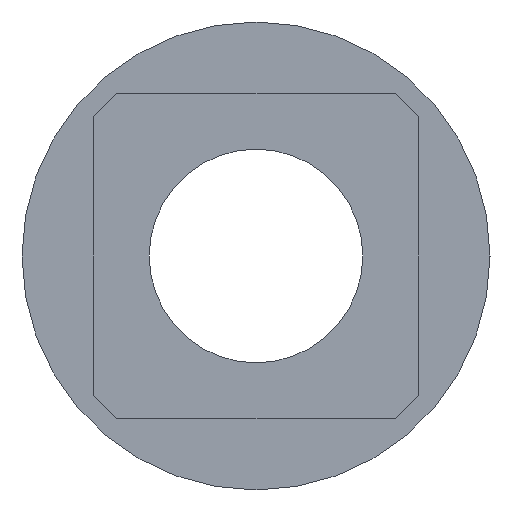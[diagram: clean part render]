
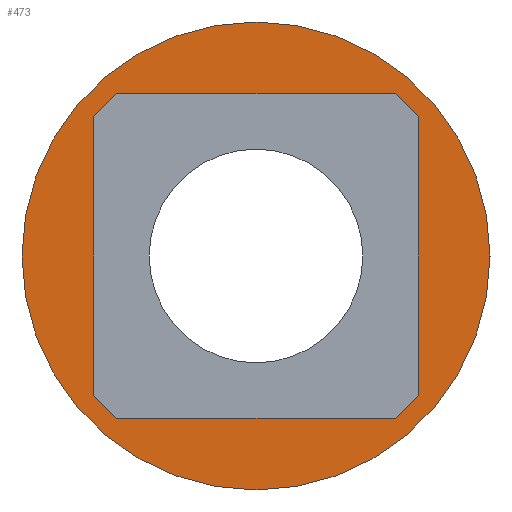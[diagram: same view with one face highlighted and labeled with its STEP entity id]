
A CAD part, left-side view. The second image highlights one B-rep face of the part: STEP entity #473.
In plain terms, the highlighted planar face has unit normal (-1, 0, 0).
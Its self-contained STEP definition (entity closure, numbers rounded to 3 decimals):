
#6 = DIRECTION ( 'NONE',  ( -1., 0., 0. ) ) ;
#12 = VERTEX_POINT ( 'NONE', #544 ) ;
#14 = CARTESIAN_POINT ( 'NONE',  ( -48.466, -4.459, 5.2 ) ) ;
#20 = EDGE_CURVE ( 'NONE', #585, #173, #503, .T. ) ;
#22 = VERTEX_POINT ( 'NONE', #240 ) ;
#24 = CIRCLE ( 'NONE', #70, 6.85 ) ;
#26 = EDGE_LOOP ( 'NONE', ( #479, #649, #493, #38, #560, #34, #595, #179 ) ) ;
#27 = DIRECTION ( 'NONE',  ( 0., 0., 1. ) ) ;
#34 = ORIENTED_EDGE ( 'NONE', *, *, #380, .F. ) ;
#38 = ORIENTED_EDGE ( 'NONE', *, *, #324, .F. ) ;
#42 = CIRCLE ( 'NONE', #415, 6.85 ) ;
#52 = FACE_OUTER_BOUND ( 'NONE', #81, .T. ) ;
#55 = AXIS2_PLACEMENT_3D ( 'NONE', #271, #470, #255 ) ;
#68 = CIRCLE ( 'NONE', #55, 7.5 ) ;
#70 = AXIS2_PLACEMENT_3D ( 'NONE', #323, #6, #424 ) ;
#73 = ORIENTED_EDGE ( 'NONE', *, *, #133, .T. ) ;
#80 = CARTESIAN_POINT ( 'NONE',  ( -48.466, -5.2, -4.459 ) ) ;
#81 = EDGE_LOOP ( 'NONE', ( #73, #625 ) ) ;
#110 = EDGE_CURVE ( 'NONE', #22, #329, #497, .T. ) ;
#122 = LINE ( 'NONE', #279, #499 ) ;
#133 = EDGE_CURVE ( 'NONE', #329, #22, #68, .T. ) ;
#146 = AXIS2_PLACEMENT_3D ( 'NONE', #519, #148, #621 ) ;
#148 = DIRECTION ( 'NONE',  ( -1., 0., 0. ) ) ;
#155 = DIRECTION ( 'NONE',  ( -1., 0., 0. ) ) ;
#156 = DIRECTION ( 'NONE',  ( 0., 0., -1. ) ) ;
#173 = VERTEX_POINT ( 'NONE', #619 ) ;
#179 = ORIENTED_EDGE ( 'NONE', *, *, #426, .F. ) ;
#197 = VERTEX_POINT ( 'NONE', #381 ) ;
#203 = CARTESIAN_POINT ( 'NONE',  ( -48.466, 0., -3.425 ) ) ;
#212 = FACE_BOUND ( 'NONE', #26, .T. ) ;
#238 = CIRCLE ( 'NONE', #284, 6.85 ) ;
#240 = CARTESIAN_POINT ( 'NONE',  ( -48.466, 0., -7.5 ) ) ;
#255 = DIRECTION ( 'NONE',  ( 0., 0., 1. ) ) ;
#264 = LINE ( 'NONE', #508, #650 ) ;
#267 = DIRECTION ( 'NONE',  ( 0., 0., 1. ) ) ;
#270 = DIRECTION ( 'NONE',  ( 0., 0., -1. ) ) ;
#271 = CARTESIAN_POINT ( 'NONE',  ( -48.466, 0., 0. ) ) ;
#279 = CARTESIAN_POINT ( 'NONE',  ( -48.466, -4.459, 5.2 ) ) ;
#284 = AXIS2_PLACEMENT_3D ( 'NONE', #514, #312, #267 ) ;
#288 = VERTEX_POINT ( 'NONE', #304 ) ;
#290 = EDGE_CURVE ( 'NONE', #12, #400, #264, .T. ) ;
#304 = CARTESIAN_POINT ( 'NONE',  ( -48.466, -4.459, -5.2 ) ) ;
#305 = EDGE_CURVE ( 'NONE', #288, #585, #42, .T. ) ;
#312 = DIRECTION ( 'NONE',  ( -1., 0., 0. ) ) ;
#316 = CARTESIAN_POINT ( 'NONE',  ( -48.466, 0., 0. ) ) ;
#317 = VECTOR ( 'NONE', #27, 1000. ) ;
#323 = CARTESIAN_POINT ( 'NONE',  ( -48.466, 0., 0. ) ) ;
#324 = EDGE_CURVE ( 'NONE', #400, #504, #367, .T. ) ;
#329 = VERTEX_POINT ( 'NONE', #404 ) ;
#358 = CARTESIAN_POINT ( 'NONE',  ( -48.466, 4.459, -5.2 ) ) ;
#363 = DIRECTION ( 'NONE',  ( 0., 0., 1. ) ) ;
#367 = CIRCLE ( 'NONE', #146, 6.85 ) ;
#376 = AXIS2_PLACEMENT_3D ( 'NONE', #559, #155, #363 ) ;
#380 = EDGE_CURVE ( 'NONE', #197, #12, #238, .T. ) ;
#381 = CARTESIAN_POINT ( 'NONE',  ( -48.466, 4.459, 5.2 ) ) ;
#387 = AXIS2_PLACEMENT_3D ( 'NONE', #203, #568, #270 ) ;
#400 = VERTEX_POINT ( 'NONE', #627 ) ;
#404 = CARTESIAN_POINT ( 'NONE',  ( -48.466, 0., 7.5 ) ) ;
#414 = DIRECTION ( 'NONE',  ( 0., 0., 1. ) ) ;
#415 = AXIS2_PLACEMENT_3D ( 'NONE', #316, #617, #414 ) ;
#424 = DIRECTION ( 'NONE',  ( 0., 0., 1. ) ) ;
#426 = EDGE_CURVE ( 'NONE', #173, #448, #24, .T. ) ;
#448 = VERTEX_POINT ( 'NONE', #14 ) ;
#465 = EDGE_CURVE ( 'NONE', #504, #288, #607, .T. ) ;
#470 = DIRECTION ( 'NONE',  ( -1., 0., 0. ) ) ;
#473 = ADVANCED_FACE ( 'NONE', ( #212, #52 ), #671, .F. ) ;
#479 = ORIENTED_EDGE ( 'NONE', *, *, #20, .F. ) ;
#493 = ORIENTED_EDGE ( 'NONE', *, *, #465, .F. ) ;
#497 = CIRCLE ( 'NONE', #376, 7.5 ) ;
#499 = VECTOR ( 'NONE', #525, 1000. ) ;
#503 = LINE ( 'NONE', #80, #317 ) ;
#504 = VERTEX_POINT ( 'NONE', #358 ) ;
#508 = CARTESIAN_POINT ( 'NONE',  ( -48.466, 5.2, -4.459 ) ) ;
#511 = VECTOR ( 'NONE', #612, 1000. ) ;
#514 = CARTESIAN_POINT ( 'NONE',  ( -48.466, 0., 0. ) ) ;
#519 = CARTESIAN_POINT ( 'NONE',  ( -48.466, 0., 0. ) ) ;
#523 = CARTESIAN_POINT ( 'NONE',  ( -48.466, -4.459, -5.2 ) ) ;
#525 = DIRECTION ( 'NONE',  ( 0., 1., 0. ) ) ;
#544 = CARTESIAN_POINT ( 'NONE',  ( -48.466, 5.2, 4.459 ) ) ;
#559 = CARTESIAN_POINT ( 'NONE',  ( -48.466, 0., 0. ) ) ;
#560 = ORIENTED_EDGE ( 'NONE', *, *, #290, .F. ) ;
#568 = DIRECTION ( 'NONE',  ( 1., 0., 0. ) ) ;
#585 = VERTEX_POINT ( 'NONE', #654 ) ;
#595 = ORIENTED_EDGE ( 'NONE', *, *, #610, .F. ) ;
#607 = LINE ( 'NONE', #523, #511 ) ;
#610 = EDGE_CURVE ( 'NONE', #448, #197, #122, .T. ) ;
#612 = DIRECTION ( 'NONE',  ( 0., -1., 0. ) ) ;
#617 = DIRECTION ( 'NONE',  ( -1., 0., 0. ) ) ;
#619 = CARTESIAN_POINT ( 'NONE',  ( -48.466, -5.2, 4.459 ) ) ;
#621 = DIRECTION ( 'NONE',  ( 0., 0., 1. ) ) ;
#625 = ORIENTED_EDGE ( 'NONE', *, *, #110, .T. ) ;
#627 = CARTESIAN_POINT ( 'NONE',  ( -48.466, 5.2, -4.459 ) ) ;
#649 = ORIENTED_EDGE ( 'NONE', *, *, #305, .F. ) ;
#650 = VECTOR ( 'NONE', #156, 1000. ) ;
#654 = CARTESIAN_POINT ( 'NONE',  ( -48.466, -5.2, -4.459 ) ) ;
#671 = PLANE ( 'NONE',  #387 ) ;
